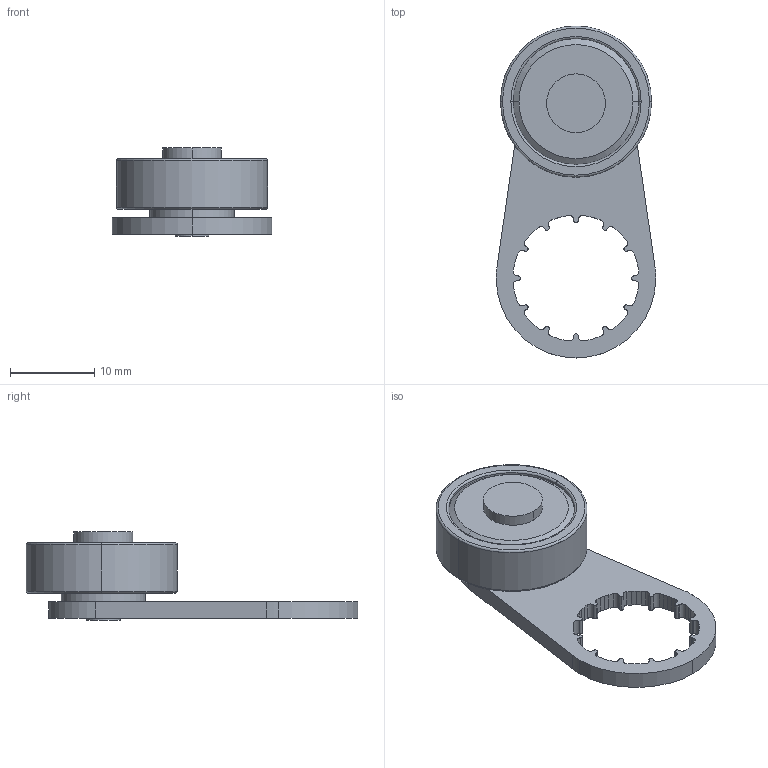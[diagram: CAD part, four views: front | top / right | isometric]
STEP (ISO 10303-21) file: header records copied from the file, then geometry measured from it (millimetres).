
FILE_DESCRIPTION(('STEP AP214'),'1');
FILE_NAME('cctmp_2A4358B0-276D-45FD-B053-A3078DC4DE42_2023_07_21_12_27_52_0077..stp','2023-07-21T10:27:52',('SIEMENS A&D'),('CADClick - www.CADClick.com'),'Spatial InterOp 3D postprocessed',' ','unknown authorization');
FILE_SCHEMA(('AUTOMOTIVE_DESIGN'));
Length unit declared in the file: millimetre
Products named in the file (5): cc_unnamed; 2023_07_21_12_27_52_0059; 2023_07_21_12_27_52_0055; 2023_07_21_12_27_52_0051; 2023_07_21_12_27_52_0047
Assembly tree (4 placements, depth 2):
  cc_unnamed
    2023_07_21_12_27_52_0059
    2023_07_21_12_27_52_0055
    2023_07_21_12_27_52_0051
    2023_07_21_12_27_52_0047
Bounding box: 19 x 39.5 x 10.5 mm (x, y, z)
Volume: 2394.6 mm3; surface area: 2428.4 mm2
Topology: 4 solids, 4 shells, 182 faces, 490 edges, 319 vertices
Faces by surface type: plane 88, cylinder 74, torus 14, cone 6
Entity records: 9639 total; most frequent: DIRECTION 1042, CARTESIAN_POINT 994, STYLED_ITEM 993, PRESENTATION_STYLE_ASSIGNMENT 993, ORIENTED_EDGE 976, EDGE_CURVE 488, CURVE_STYLE 488, DRAUGHTING_PRE_DEFINED_CURVE_FONT 488
